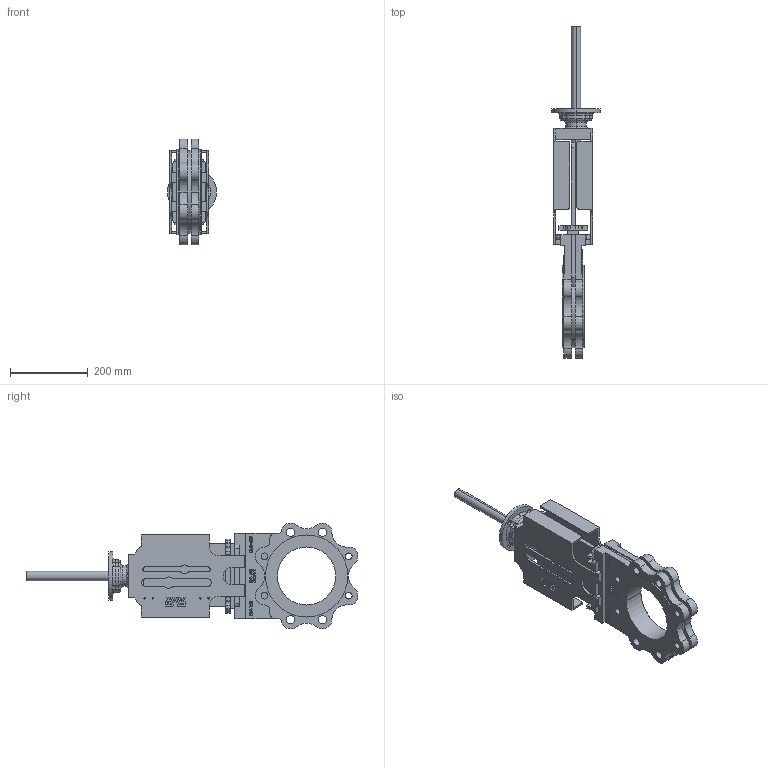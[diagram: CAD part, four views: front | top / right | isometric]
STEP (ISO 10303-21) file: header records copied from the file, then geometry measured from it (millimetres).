
FILE_DESCRIPTION (( 'STEP AP203' ), '1' );
FILE_NAME ('70215050034.STEP', '2017-04-04T15:30:36', ( '' ), ( '' ), 'SwSTEP 2.0', 'SolidWorks 2016', '' );
FILE_SCHEMA (( 'CONFIG_CONTROL_DESIGN' ));
Length unit declared in the file: millimetre
Products named in the file (1): 70215050034
Bounding box: 126 x 856.7 x 273.52 mm (x, y, z)
Volume: 4265362.3 mm3; surface area: 652948 mm2
Topology: 1 solids, 1 shells, 1111 faces, 3147 edges, 2090 vertices
Faces by surface type: plane 526, cylinder 413, bspline 142, torus 27, cone 3
Entity records: 45694 total; most frequent: CARTESIAN_POINT 16790, ORIENTED_EDGE 6294, DIRECTION 5639, EDGE_CURVE 3147, VERTEX_POINT 2090, LINE 1965, VECTOR 1965, AXIS2_PLACEMENT_3D 1837
